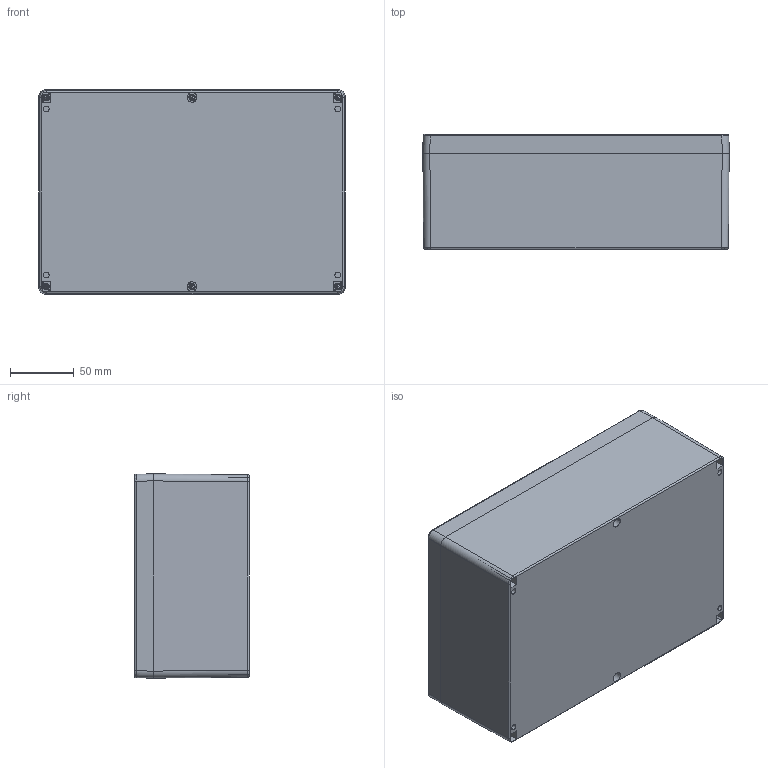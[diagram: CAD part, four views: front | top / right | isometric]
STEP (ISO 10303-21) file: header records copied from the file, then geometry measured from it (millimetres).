
FILE_DESCRIPTION((''),'2;1');
FILE_NAME('4092.3_CT_240_9','2010-09-14T',('M.Fehring'),(''),'PRO/ENGINEER BY PARAMETRIC TECHNOLOGY CORPORATION, 2005070','PRO/ENGINEER BY PARAMETRIC TECHNOLOGY CORPORATION, 2005070','');
FILE_SCHEMA(('AUTOMOTIVE_DESIGN_CC2 { 1 2 10303 214 -1 1 5 2 }'));
Length unit declared in the file: millimetre
Products named in the file (6): CT-841_CT-861_UNTERTEIL; CT-841_DECKEL; 9501071000_001; 9266001000_EINBAU; 9501071000_ASM; 4092.3_CT_240_9
Assembly tree (10 placements, depth 3):
  4092.3_CT_240_9
    CT-841_CT-861_UNTERTEIL
    CT-841_DECKEL
    9501071000_ASM  x6
      9501071000_001
      9266001000_EINBAU
Bounding box: 240 x 90 x 160 mm (x, y, z)
Volume: 501827.8 mm3; surface area: 327089.6 mm2
Topology: 14 solids, 14 shells, 911 faces, 2392 edges, 1550 vertices
Faces by surface type: plane 431, cylinder 262, cone 126, bspline 68, torus 12, sphere 12
Entity records: 27938 total; most frequent: CARTESIAN_POINT 7448, DIRECTION 3308, ORIENTED_EDGE 3200, PRESENTATION_STYLE_ASSIGNMENT 1604, STYLED_ITEM 1604, CURVE_STYLE 1600, EDGE_CURVE 1600, AXIS2_PLACEMENT_3D 1211
